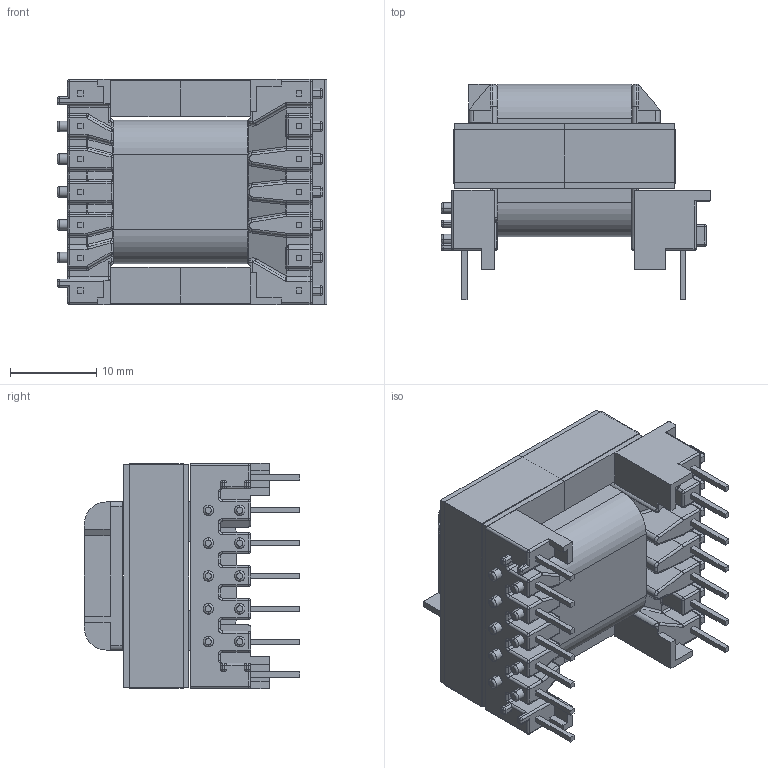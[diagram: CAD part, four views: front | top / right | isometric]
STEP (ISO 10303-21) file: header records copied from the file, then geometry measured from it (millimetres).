
FILE_DESCRIPTION (( 'STEP AP214' ), '1' );
FILE_NAME ('EE25-13-7_6725.STEP', '2019-01-31T17:58:58', ( '' ), ( '' ), 'SwSTEP 2.0', 'SolidWorks 2017', '' );
FILE_SCHEMA (( 'AUTOMOTIVE_DESIGN' ));
Length unit declared in the file: millimetre
Products named in the file (5): 440-9988-2108; 150-2108_6A; 070-6725_coil; 070-6725_6A; EE25-13-7_6725
Assembly tree (5 placements, depth 2):
  EE25-13-7_6725
    070-6725_6A
    070-6725_coil
    150-2108_6A  x2
    440-9988-2108
Bounding box: 31.29 x 24.98 x 26.12 mm (x, y, z)
Volume: 9445.4 mm3; surface area: 10156.3 mm2
Topology: 5 solids, 5 shells, 900 faces, 2173 edges, 1214 vertices
Faces by surface type: cylinder 344, plane 332, sphere 96, torus 80, bspline 48
Entity records: 26621 total; most frequent: CARTESIAN_POINT 5445, DIRECTION 4341, ORIENTED_EDGE 4074, EDGE_CURVE 2037, AXIS2_PLACEMENT_3D 1598, VERTEX_POINT 1190, LINE 1145, VECTOR 1145
